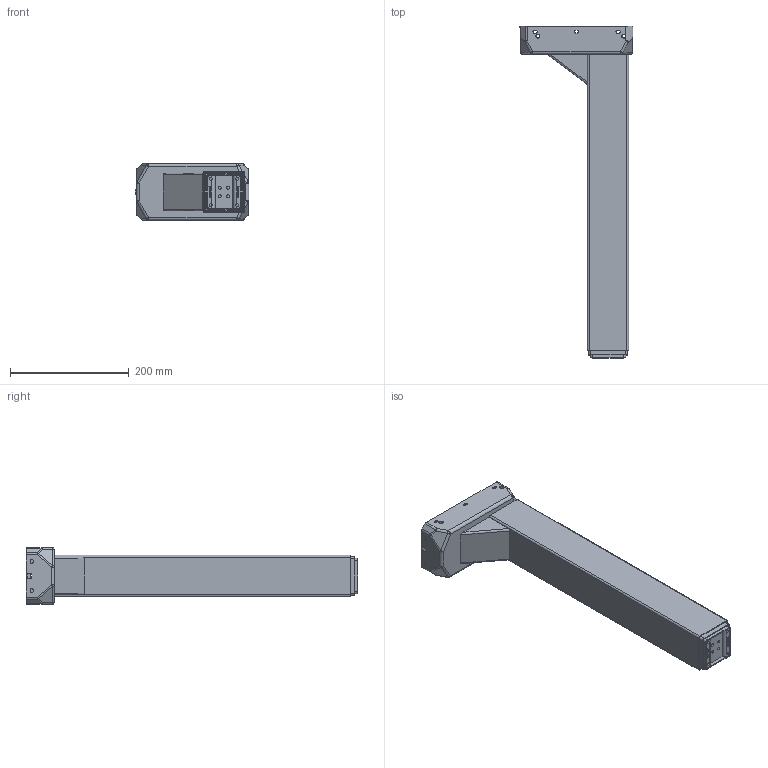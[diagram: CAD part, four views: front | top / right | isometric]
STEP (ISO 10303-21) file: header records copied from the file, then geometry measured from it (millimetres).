
FILE_DESCRIPTION((''),'2;1');
FILE_NAME('JS36DS1-3-R_1_ASM_1_ASM','2020-01-03T10:32:25',('Administrator'),('捷昌驱动'),'CREO PARAMETRIC BY PTC INC, 2018500','CREO PARAMETRIC BY PTC INC, 2018500','');
FILE_SCHEMA(('CONFIG_CONTROL_DESIGN'));
Length unit declared in the file: metre
Products named in the file (8): D4_STP_2_1_1; D4_STP_3_1_1; D4_STP_4_1_1; D4_STP_5_1_1; D4_STP_6_1_1; D4_STP_7_1_1; D4_STP_8_1_1; JS36DS1-3-R_1_ASM_1_ASM
Assembly tree (7 placements, depth 2):
  JS36DS1-3-R_1_ASM_1_ASM
    D4_STP_2_1_1
    D4_STP_3_1_1
    D4_STP_4_1_1
    D4_STP_5_1_1
    D4_STP_6_1_1
    D4_STP_7_1_1
    D4_STP_8_1_1
Bounding box: 191.88 x 560 x 96 mm (x, y, z)
Volume: 740458.1 mm3; surface area: 863110.2 mm2
Topology: 7 solids, 7 shells, 372 faces, 1053 edges, 651 vertices
Faces by surface type: cylinder 181, plane 131, sphere 36, torus 14, bspline 10
Entity records: 12590 total; most frequent: CARTESIAN_POINT 2617, DIRECTION 2174, ORIENTED_EDGE 2034, EDGE_CURVE 1017, AXIS2_PLACEMENT_3D 822, VERTEX_POINT 651, VECTOR 530, LINE 530
